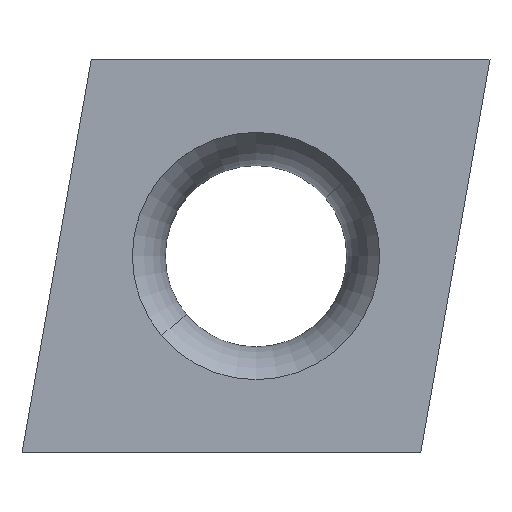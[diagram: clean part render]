
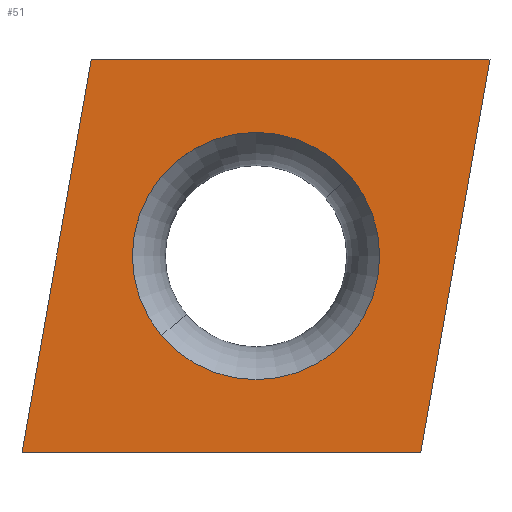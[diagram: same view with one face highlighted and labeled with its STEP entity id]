
A CAD part, top view. The second image highlights one B-rep face of the part: STEP entity #51.
In plain terms, the highlighted planar face has unit normal (0, 0, 1).
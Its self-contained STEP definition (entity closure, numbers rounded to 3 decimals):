
#51=ADVANCED_FACE('',(#79,#80),#63,.T.);
#63=PLANE('',#286);
#69=CIRCLE('',#284,3.);
#70=CIRCLE('',#285,3.);
#79=FACE_BOUND('',#83,.T.);
#80=FACE_BOUND('',#84,.T.);
#83=EDGE_LOOP('',(#97,#98,#99,#100));
#84=EDGE_LOOP('',(#101,#102));
#97=ORIENTED_EDGE('',*,*,#165,.F.);
#98=ORIENTED_EDGE('',*,*,#166,.F.);
#99=ORIENTED_EDGE('',*,*,#167,.F.);
#100=ORIENTED_EDGE('',*,*,#168,.F.);
#101=ORIENTED_EDGE('',*,*,#169,.F.);
#102=ORIENTED_EDGE('',*,*,#170,.F.);
#149=VERTEX_POINT('',#389);
#150=VERTEX_POINT('',#390);
#151=VERTEX_POINT('',#392);
#152=VERTEX_POINT('',#394);
#153=VERTEX_POINT('',#397);
#154=VERTEX_POINT('',#398);
#165=EDGE_CURVE('',#149,#150,#215,.T.);
#166=EDGE_CURVE('',#151,#149,#216,.T.);
#167=EDGE_CURVE('',#152,#151,#217,.T.);
#168=EDGE_CURVE('',#150,#152,#218,.T.);
#169=EDGE_CURVE('',#153,#154,#69,.T.);
#170=EDGE_CURVE('',#154,#153,#70,.T.);
#215=LINE('',#388,#235);
#216=LINE('',#391,#236);
#217=LINE('',#393,#237);
#218=LINE('',#395,#238);
#235=VECTOR('',#318,1.);
#236=VECTOR('',#319,1.);
#237=VECTOR('',#320,1.);
#238=VECTOR('',#321,1.);
#284=AXIS2_PLACEMENT_3D('',#396,#322,#323);
#285=AXIS2_PLACEMENT_3D('',#399,#324,#325);
#286=AXIS2_PLACEMENT_3D('',#400,#326,#327);
#318=DIRECTION('',(1.,0.,0.));
#319=DIRECTION('',(0.174,0.985,0.));
#320=DIRECTION('',(-1.,0.,0.));
#321=DIRECTION('',(-0.174,-0.985,0.));
#322=DIRECTION('',(0.,0.,1.));
#323=DIRECTION('',(0.766,0.643,0.));
#324=DIRECTION('',(0.,0.,1.));
#325=DIRECTION('',(-0.766,-0.643,0.));
#326=DIRECTION('',(0.,0.,1.));
#327=DIRECTION('',(-0.643,0.766,0.));
#388=CARTESIAN_POINT('',(-3.996,4.763,0.));
#389=CARTESIAN_POINT('',(-3.996,4.763,0.));
#390=CARTESIAN_POINT('',(5.676,4.763,0.));
#391=CARTESIAN_POINT('',(-5.676,-4.763,0.));
#392=CARTESIAN_POINT('',(-5.676,-4.763,0.));
#393=CARTESIAN_POINT('',(3.996,-4.763,0.));
#394=CARTESIAN_POINT('',(3.996,-4.763,0.));
#395=CARTESIAN_POINT('',(5.676,4.763,0.));
#396=CARTESIAN_POINT('',(0.,0.,0.));
#397=CARTESIAN_POINT('',(2.298,1.928,0.));
#398=CARTESIAN_POINT('',(-2.298,-1.928,0.));
#399=CARTESIAN_POINT('',(0.,0.,0.));
#400=CARTESIAN_POINT('',(0.,0.,0.));
